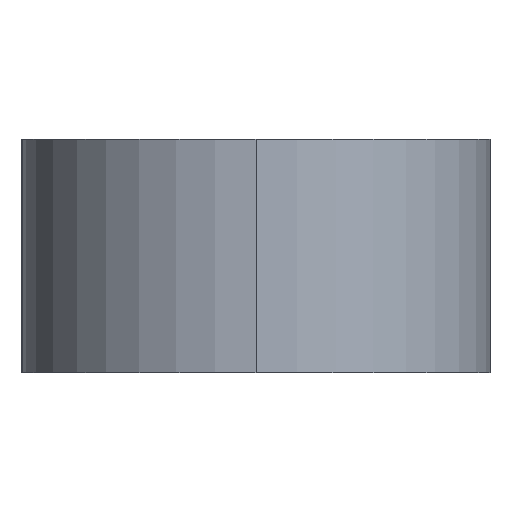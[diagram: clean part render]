
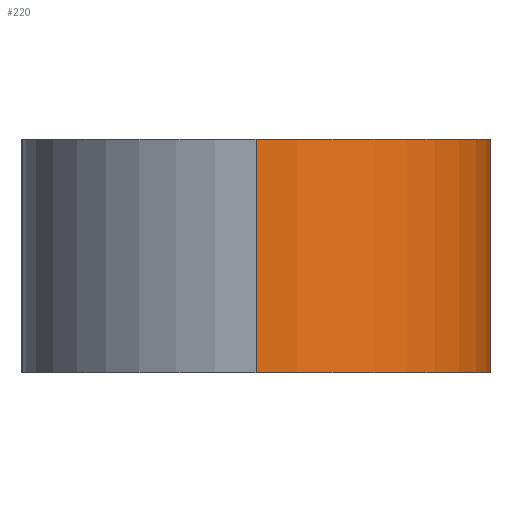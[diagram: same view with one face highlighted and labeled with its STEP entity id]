
A CAD part, left-side view. The second image highlights one B-rep face of the part: STEP entity #220.
In plain terms, the highlighted cylindrical face has radius 250 mm (diameter 500 mm), a partial arc.
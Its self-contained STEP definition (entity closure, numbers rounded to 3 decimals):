
#24 = CARTESIAN_POINT ( 'NONE',  ( -1000., -250., 250. ) ) ;
#26 = CARTESIAN_POINT ( 'NONE',  ( -1000., 0., 250. ) ) ;
#36 = VERTEX_POINT ( 'NONE', #82 ) ;
#58 = EDGE_CURVE ( 'NONE', #372, #36, #183, .T. ) ;
#73 = ORIENTED_EDGE ( 'NONE', *, *, #316, .T. ) ;
#82 = CARTESIAN_POINT ( 'NONE',  ( -1250., 0., 0. ) ) ;
#91 = ORIENTED_EDGE ( 'NONE', *, *, #119, .F. ) ;
#93 = EDGE_LOOP ( 'NONE', ( #91, #412, #73, #331 ) ) ;
#100 = DIRECTION ( 'NONE',  ( 0., 0., 1. ) ) ;
#119 = EDGE_CURVE ( 'NONE', #372, #255, #205, .T. ) ;
#125 = VECTOR ( 'NONE', #279, 1000. ) ;
#139 = EDGE_CURVE ( 'NONE', #255, #246, #421, .T. ) ;
#162 = CARTESIAN_POINT ( 'NONE',  ( -1000., -250., 250. ) ) ;
#169 = CARTESIAN_POINT ( 'NONE',  ( -1250., 0., 250. ) ) ;
#172 = CYLINDRICAL_SURFACE ( 'NONE', #185, 250. ) ;
#183 = LINE ( 'NONE', #218, #125 ) ;
#185 = AXIS2_PLACEMENT_3D ( 'NONE', #419, #224, #365 ) ;
#205 = CIRCLE ( 'NONE', #383, 250. ) ;
#209 = AXIS2_PLACEMENT_3D ( 'NONE', #269, #100, #241 ) ;
#218 = CARTESIAN_POINT ( 'NONE',  ( -1250., 0., 250. ) ) ;
#220 = ADVANCED_FACE ( 'NONE', ( #302 ), #172, .T. ) ;
#224 = DIRECTION ( 'NONE',  ( 0., 0., -1. ) ) ;
#241 = DIRECTION ( 'NONE',  ( 1., 0., 0. ) ) ;
#246 = VERTEX_POINT ( 'NONE', #357 ) ;
#255 = VERTEX_POINT ( 'NONE', #162 ) ;
#259 = DIRECTION ( 'NONE',  ( 0., 0., -1. ) ) ;
#261 = DIRECTION ( 'NONE',  ( 0., 0., 1. ) ) ;
#269 = CARTESIAN_POINT ( 'NONE',  ( -1000., 0., 0. ) ) ;
#279 = DIRECTION ( 'NONE',  ( 0., 0., -1. ) ) ;
#302 = FACE_OUTER_BOUND ( 'NONE', #93, .T. ) ;
#316 = EDGE_CURVE ( 'NONE', #36, #246, #373, .T. ) ;
#317 = DIRECTION ( 'NONE',  ( 1., 0., 0. ) ) ;
#331 = ORIENTED_EDGE ( 'NONE', *, *, #139, .F. ) ;
#357 = CARTESIAN_POINT ( 'NONE',  ( -1000., -250., 0. ) ) ;
#365 = DIRECTION ( 'NONE',  ( -1., 0., 0. ) ) ;
#372 = VERTEX_POINT ( 'NONE', #169 ) ;
#373 = CIRCLE ( 'NONE', #209, 250. ) ;
#383 = AXIS2_PLACEMENT_3D ( 'NONE', #26, #261, #317 ) ;
#394 = VECTOR ( 'NONE', #259, 1000. ) ;
#412 = ORIENTED_EDGE ( 'NONE', *, *, #58, .T. ) ;
#419 = CARTESIAN_POINT ( 'NONE',  ( -1000., 0., 250. ) ) ;
#421 = LINE ( 'NONE', #24, #394 ) ;
